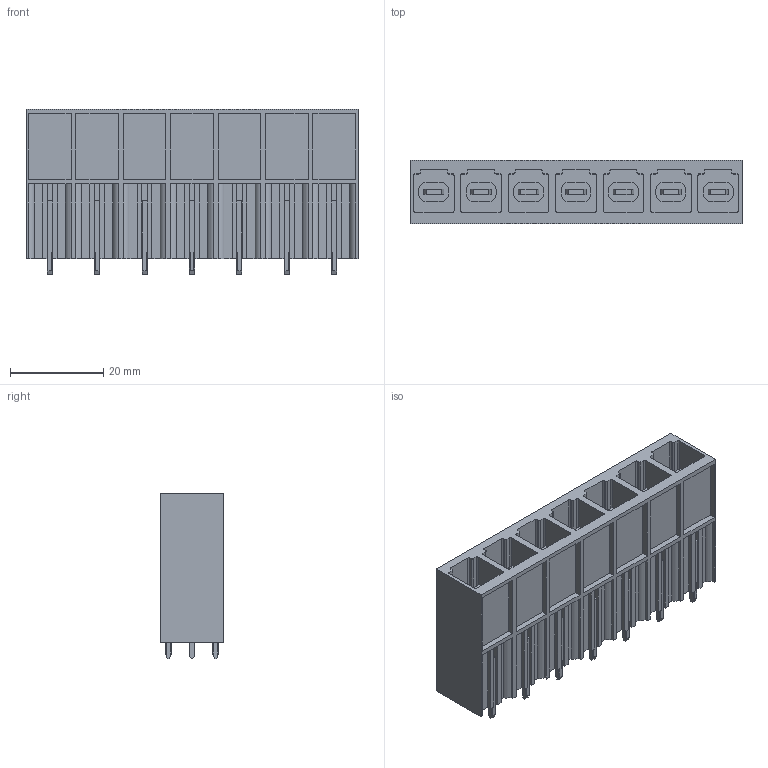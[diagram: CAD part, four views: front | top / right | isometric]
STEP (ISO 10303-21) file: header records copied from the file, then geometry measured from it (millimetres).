
FILE_DESCRIPTION(('CATIA V5 STEP Exchange','CAx-IF Rec.Pracs.--- Model Styling and Organization---1.2---2011-12-15'),'2;1');
FILE_NAME ('D1456665_0_1813460000_1813460000.stp','2018-11-27T05:20:49+00:00',('none'),('Weidmueller'),'CATIA Version 5-6 Release 2014','CATIA V5 STEP AP214','none');
FILE_SCHEMA(('AUTOMOTIVE_DESIGN { 1 0 10303 214 1 1 1 1 }'));
Length unit declared in the file: millimetre
Products named in the file (1): 1813460000
Bounding box: 71.12 x 13.6 x 35.5 mm (x, y, z)
Volume: 14273.5 mm3; surface area: 23261.1 mm2
Topology: 8 solids, 8 shells, 1028 faces, 2987 edges, 1989 vertices
Faces by surface type: plane 902, cylinder 126
Entity records: 30212 total; most frequent: ORIENTED_EDGE 5974, CARTESIAN_POINT 5478, DIRECTION 3779, EDGE_CURVE 2987, VECTOR 2665, LINE 2665, VERTEX_POINT 1989, EDGE_LOOP 1056
